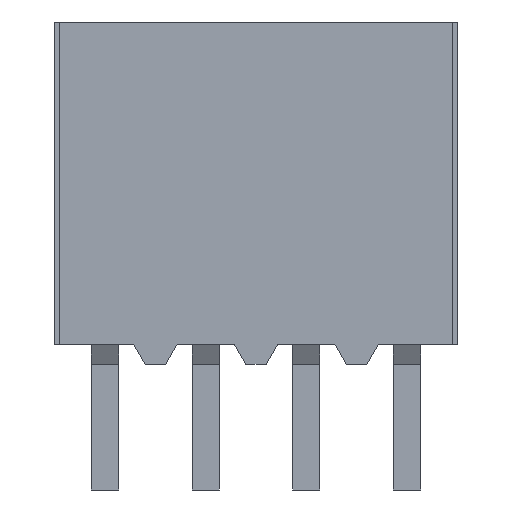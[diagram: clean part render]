
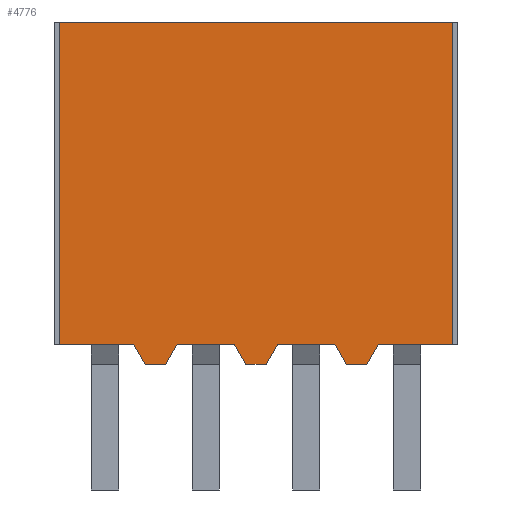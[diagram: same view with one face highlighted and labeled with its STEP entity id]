
A CAD part, front view. The second image highlights one B-rep face of the part: STEP entity #4776.
In plain terms, the highlighted planar face has unit normal (0, -1, 0).
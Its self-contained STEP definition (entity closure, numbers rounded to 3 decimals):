
#100=DIRECTION('',(1.,0.,0.));
#101=VECTOR('',#100,9.906);
#102=CARTESIAN_POINT('',(-4.953,-2.515,0.));
#103=LINE('',#102,#101);
#268=DIRECTION('',(-0.5,0.,-0.866));
#269=VECTOR('',#268,0.587);
#270=CARTESIAN_POINT('',(3.087,-2.515,-8.128));
#271=LINE('',#270,#269);
#272=DIRECTION('',(-1.,0.,0.));
#273=VECTOR('',#272,0.508);
#274=CARTESIAN_POINT('',(2.794,-2.515,-8.636));
#275=LINE('',#274,#273);
#276=DIRECTION('',(-0.5,0.,0.866));
#277=VECTOR('',#276,0.587);
#278=CARTESIAN_POINT('',(2.286,-2.515,-8.636));
#279=LINE('',#278,#277);
#280=DIRECTION('',(-0.5,0.,-0.866));
#281=VECTOR('',#280,0.587);
#282=CARTESIAN_POINT('',(0.547,-2.515,-8.128));
#283=LINE('',#282,#281);
#284=DIRECTION('',(-1.,0.,0.));
#285=VECTOR('',#284,0.508);
#286=CARTESIAN_POINT('',(0.254,-2.515,-8.636));
#287=LINE('',#286,#285);
#288=DIRECTION('',(-0.5,0.,0.866));
#289=VECTOR('',#288,0.587);
#290=CARTESIAN_POINT('',(-0.254,-2.515,-8.636));
#291=LINE('',#290,#289);
#292=DIRECTION('',(-0.5,0.,-0.866));
#293=VECTOR('',#292,0.587);
#294=CARTESIAN_POINT('',(-1.993,-2.515,-8.128));
#295=LINE('',#294,#293);
#296=DIRECTION('',(-1.,0.,0.));
#297=VECTOR('',#296,0.508);
#298=CARTESIAN_POINT('',(-2.286,-2.515,-8.636));
#299=LINE('',#298,#297);
#300=DIRECTION('',(-0.5,0.,0.866));
#301=VECTOR('',#300,0.587);
#302=CARTESIAN_POINT('',(-2.794,-2.515,-8.636));
#303=LINE('',#302,#301);
#304=DIRECTION('',(0.,0.,-1.));
#305=VECTOR('',#304,8.128);
#306=CARTESIAN_POINT('',(-4.953,-2.515,0.));
#307=LINE('',#306,#305);
#336=DIRECTION('',(1.,0.,0.));
#337=VECTOR('',#336,1.445);
#338=CARTESIAN_POINT('',(-1.993,-2.515,-8.128));
#339=LINE('',#338,#337);
#380=DIRECTION('',(1.,0.,0.));
#381=VECTOR('',#380,1.866);
#382=CARTESIAN_POINT('',(3.087,-2.515,-8.128));
#383=LINE('',#382,#381);
#508=DIRECTION('',(1.,0.,0.));
#509=VECTOR('',#508,1.866);
#510=CARTESIAN_POINT('',(-4.953,-2.515,-8.128));
#511=LINE('',#510,#509);
#576=DIRECTION('',(1.,0.,0.));
#577=VECTOR('',#576,1.445);
#578=CARTESIAN_POINT('',(0.547,-2.515,-8.128));
#579=LINE('',#578,#577);
#2390=DIRECTION('',(0.,0.,-1.));
#2391=VECTOR('',#2390,8.128);
#2392=CARTESIAN_POINT('',(4.953,-2.515,0.));
#2393=LINE('',#2392,#2391);
#3496=CARTESIAN_POINT('',(-4.953,-2.515,0.));
#3497=CARTESIAN_POINT('',(4.953,-2.515,0.));
#3498=VERTEX_POINT('',#3496);
#3499=VERTEX_POINT('',#3497);
#3530=CARTESIAN_POINT('',(-4.953,-2.515,-8.128));
#3531=VERTEX_POINT('',#3530);
#3532=CARTESIAN_POINT('',(4.953,-2.515,-8.128));
#3534=VERTEX_POINT('',#3532);
#3716=CARTESIAN_POINT('',(-2.286,-2.515,-8.636));
#3717=CARTESIAN_POINT('',(-2.794,-2.515,-8.636));
#3718=VERTEX_POINT('',#3716);
#3719=VERTEX_POINT('',#3717);
#3724=CARTESIAN_POINT('',(-1.993,-2.515,-8.128));
#3725=VERTEX_POINT('',#3724);
#3726=CARTESIAN_POINT('',(-3.087,-2.515,-8.128));
#3727=VERTEX_POINT('',#3726);
#4212=CARTESIAN_POINT('',(0.254,-2.515,-8.636));
#4213=CARTESIAN_POINT('',(-0.254,-2.515,-8.636));
#4214=VERTEX_POINT('',#4212);
#4215=VERTEX_POINT('',#4213);
#4220=CARTESIAN_POINT('',(0.547,-2.515,-8.128));
#4221=VERTEX_POINT('',#4220);
#4222=CARTESIAN_POINT('',(-0.547,-2.515,-8.128));
#4223=VERTEX_POINT('',#4222);
#4244=CARTESIAN_POINT('',(2.794,-2.515,-8.636));
#4245=CARTESIAN_POINT('',(2.286,-2.515,-8.636));
#4246=VERTEX_POINT('',#4244);
#4247=VERTEX_POINT('',#4245);
#4252=CARTESIAN_POINT('',(3.087,-2.515,-8.128));
#4253=VERTEX_POINT('',#4252);
#4254=CARTESIAN_POINT('',(1.993,-2.515,-8.128));
#4255=VERTEX_POINT('',#4254);
#4739=CARTESIAN_POINT('',(-4.953,-2.515,0.));
#4740=DIRECTION('',(0.,-1.,0.));
#4741=DIRECTION('',(1.,0.,0.));
#4742=AXIS2_PLACEMENT_3D('',#4739,#4740,#4741);
#4743=PLANE('',#4742);
#4745=ORIENTED_EDGE('',*,*,#4744,.F.);
#4747=ORIENTED_EDGE('',*,*,#4746,.T.);
#4749=ORIENTED_EDGE('',*,*,#4748,.T.);
#4751=ORIENTED_EDGE('',*,*,#4750,.T.);
#4753=ORIENTED_EDGE('',*,*,#4752,.F.);
#4755=ORIENTED_EDGE('',*,*,#4754,.T.);
#4757=ORIENTED_EDGE('',*,*,#4756,.T.);
#4759=ORIENTED_EDGE('',*,*,#4758,.T.);
#4761=ORIENTED_EDGE('',*,*,#4760,.F.);
#4763=ORIENTED_EDGE('',*,*,#4762,.T.);
#4765=ORIENTED_EDGE('',*,*,#4764,.T.);
#4767=ORIENTED_EDGE('',*,*,#4766,.T.);
#4769=ORIENTED_EDGE('',*,*,#4768,.F.);
#4770=ORIENTED_EDGE('',*,*,#4731,.F.);
#4771=ORIENTED_EDGE('',*,*,#4575,.T.);
#4773=ORIENTED_EDGE('',*,*,#4772,.T.);
#4774=EDGE_LOOP('',(#4745,#4747,#4749,#4751,#4753,#4755,#4757,#4759,#4761,#4763,
#4765,#4767,#4769,#4770,#4771,#4773));
#4775=FACE_OUTER_BOUND('',#4774,.F.);
#4776=ADVANCED_FACE('',(#4775),#4743,.T.);
#4575=EDGE_CURVE('',#3498,#3499,#103,.T.);
#4731=EDGE_CURVE('',#3498,#3531,#307,.T.);
#4744=EDGE_CURVE('',#4253,#3534,#383,.T.);
#4746=EDGE_CURVE('',#4253,#4246,#271,.T.);
#4748=EDGE_CURVE('',#4246,#4247,#275,.T.);
#4750=EDGE_CURVE('',#4247,#4255,#279,.T.);
#4752=EDGE_CURVE('',#4221,#4255,#579,.T.);
#4754=EDGE_CURVE('',#4221,#4214,#283,.T.);
#4756=EDGE_CURVE('',#4214,#4215,#287,.T.);
#4758=EDGE_CURVE('',#4215,#4223,#291,.T.);
#4760=EDGE_CURVE('',#3725,#4223,#339,.T.);
#4762=EDGE_CURVE('',#3725,#3718,#295,.T.);
#4764=EDGE_CURVE('',#3718,#3719,#299,.T.);
#4766=EDGE_CURVE('',#3719,#3727,#303,.T.);
#4768=EDGE_CURVE('',#3531,#3727,#511,.T.);
#4772=EDGE_CURVE('',#3499,#3534,#2393,.T.);
